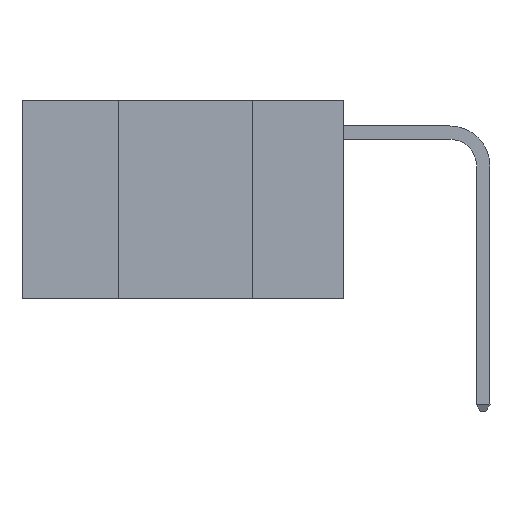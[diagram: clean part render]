
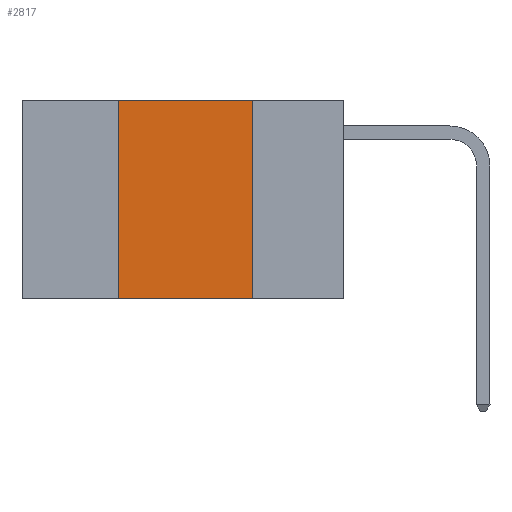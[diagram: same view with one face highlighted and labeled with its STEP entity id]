
A CAD part, left-side view. The second image highlights one B-rep face of the part: STEP entity #2817.
In plain terms, the highlighted planar face has unit normal (-1, 0, 0).
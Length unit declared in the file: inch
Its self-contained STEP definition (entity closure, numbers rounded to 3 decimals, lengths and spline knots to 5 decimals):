
#215 = CARTESIAN_POINT ( 'NONE',  ( 0., 0.6, 0. ) ) ;
#264 = CARTESIAN_POINT ( 'NONE',  ( 0., 0.42, 0. ) ) ;
#501 = DIRECTION ( 'NONE',  ( 0., -1., 0. ) ) ;
#551 = DIRECTION ( 'NONE',  ( 0., -1., 0. ) ) ;
#1924 = DIRECTION ( 'NONE',  ( 0., 0., 1. ) ) ;
#2102 = CARTESIAN_POINT ( 'NONE',  ( 0., 0.17, -0.37 ) ) ;
#2252 = CARTESIAN_POINT ( 'NONE',  ( 0., 0.42, -0.37 ) ) ;
#2817 = ADVANCED_FACE ( 'NONE', ( #19401 ), #7408, .F. ) ;
#4279 = EDGE_CURVE ( 'NONE', #4725, #5083, #9076, .T. ) ;
#4691 = VECTOR ( 'NONE', #1924, 39.37008 ) ;
#4725 = VERTEX_POINT ( 'NONE', #16030 ) ;
#5083 = VERTEX_POINT ( 'NONE', #17815 ) ;
#5655 = DIRECTION ( 'NONE',  ( 0., 0., -1. ) ) ;
#7311 = EDGE_LOOP ( 'NONE', ( #20432, #19747, #11994, #19762 ) ) ;
#7343 = DIRECTION ( 'NONE',  ( 0., 0., -1. ) ) ;
#7365 = DIRECTION ( 'NONE',  ( 1., 0., 0. ) ) ;
#7408 = PLANE ( 'NONE',  #17381 ) ;
#7828 = VECTOR ( 'NONE', #551, 39.37008 ) ;
#8215 = CARTESIAN_POINT ( 'NONE',  ( 0., 0.6, 0. ) ) ;
#9076 = LINE ( 'NONE', #215, #12784 ) ;
#9591 = VECTOR ( 'NONE', #5655, 39.37008 ) ;
#10576 = EDGE_CURVE ( 'NONE', #5083, #17854, #10591, .T. ) ;
#10591 = LINE ( 'NONE', #19673, #9591 ) ;
#11994 = ORIENTED_EDGE ( 'NONE', *, *, #19575, .F. ) ;
#12635 = LINE ( 'NONE', #264, #4691 ) ;
#12670 = EDGE_CURVE ( 'NONE', #19077, #17854, #16172, .T. ) ;
#12784 = VECTOR ( 'NONE', #501, 39.37008 ) ;
#16030 = CARTESIAN_POINT ( 'NONE',  ( 0., 0.42, 0. ) ) ;
#16172 = LINE ( 'NONE', #19479, #7828 ) ;
#17381 = AXIS2_PLACEMENT_3D ( 'NONE', #8215, #7365, #7343 ) ;
#17815 = CARTESIAN_POINT ( 'NONE',  ( 0., 0.17, 0. ) ) ;
#17854 = VERTEX_POINT ( 'NONE', #2102 ) ;
#19077 = VERTEX_POINT ( 'NONE', #2252 ) ;
#19401 = FACE_OUTER_BOUND ( 'NONE', #7311, .T. ) ;
#19479 = CARTESIAN_POINT ( 'NONE',  ( 0., 0.6, -0.37 ) ) ;
#19575 = EDGE_CURVE ( 'NONE', #19077, #4725, #12635, .T. ) ;
#19673 = CARTESIAN_POINT ( 'NONE',  ( 0., 0.17, 0. ) ) ;
#19747 = ORIENTED_EDGE ( 'NONE', *, *, #4279, .F. ) ;
#19762 = ORIENTED_EDGE ( 'NONE', *, *, #12670, .T. ) ;
#20432 = ORIENTED_EDGE ( 'NONE', *, *, #10576, .F. ) ;
